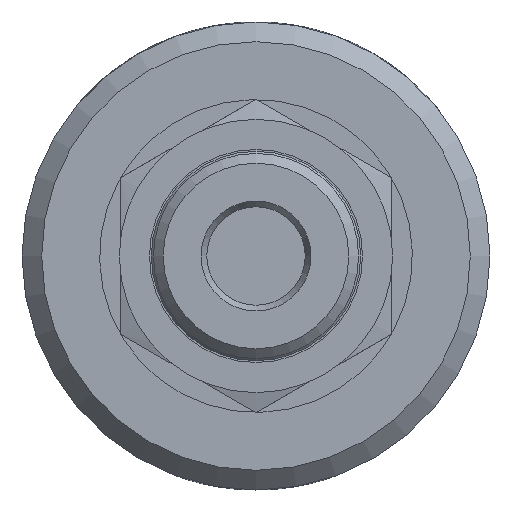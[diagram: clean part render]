
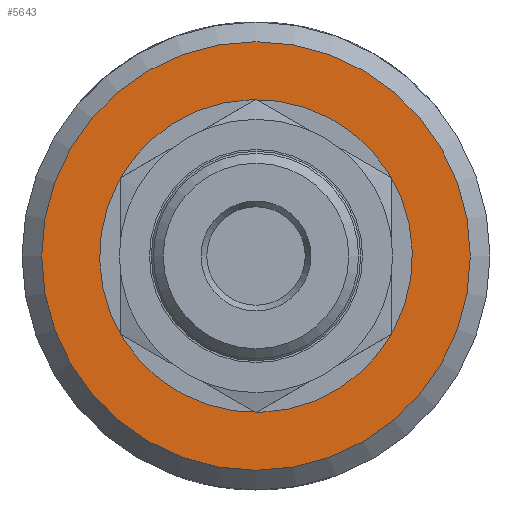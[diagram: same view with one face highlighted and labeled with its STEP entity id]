
A CAD part, left-side view. The second image highlights one B-rep face of the part: STEP entity #5643.
In plain terms, the highlighted planar face has unit normal (-1, 0, 0).
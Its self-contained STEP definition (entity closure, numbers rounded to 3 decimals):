
#1318=FACE_BOUND('',#1724,.T.);
#1383=FACE_OUTER_BOUND('',#1723,.T.);
#1723=EDGE_LOOP('',(#3842));
#1724=EDGE_LOOP('',(#3843));
#2102=CIRCLE('',#6034,17.4);
#2103=CIRCLE('',#6035,12.7);
#2300=VERTEX_POINT('',#8008);
#2301=VERTEX_POINT('',#8010);
#2905=EDGE_CURVE('',#2300,#2300,#2102,.T.);
#2906=EDGE_CURVE('',#2301,#2301,#2103,.T.);
#3842=ORIENTED_EDGE('',*,*,#2905,.F.);
#3843=ORIENTED_EDGE('',*,*,#2906,.F.);
#5472=PLANE('',#6033);
#5643=ADVANCED_FACE('',(#1383,#1318),#5472,.T.);
#6033=AXIS2_PLACEMENT_3D('',#8007,#6648,#6649);
#6034=AXIS2_PLACEMENT_3D('',#8009,#6650,#6651);
#6035=AXIS2_PLACEMENT_3D('',#8011,#6652,#6653);
#6648=DIRECTION('center_axis',(-1.,0.,0.));
#6649=DIRECTION('ref_axis',(0.,0.,1.));
#6650=DIRECTION('center_axis',(1.,0.,0.));
#6651=DIRECTION('ref_axis',(0.,-1.,0.));
#6652=DIRECTION('center_axis',(-1.,0.,0.));
#6653=DIRECTION('ref_axis',(0.,-0.786,-0.618));
#8007=CARTESIAN_POINT('Origin',(28.95,0.,0.));
#8008=CARTESIAN_POINT('',(28.95,17.4,0.));
#8009=CARTESIAN_POINT('Origin',(28.95,0.,0.));
#8010=CARTESIAN_POINT('',(28.95,9.984,7.849));
#8011=CARTESIAN_POINT('Origin',(28.95,0.,0.));
